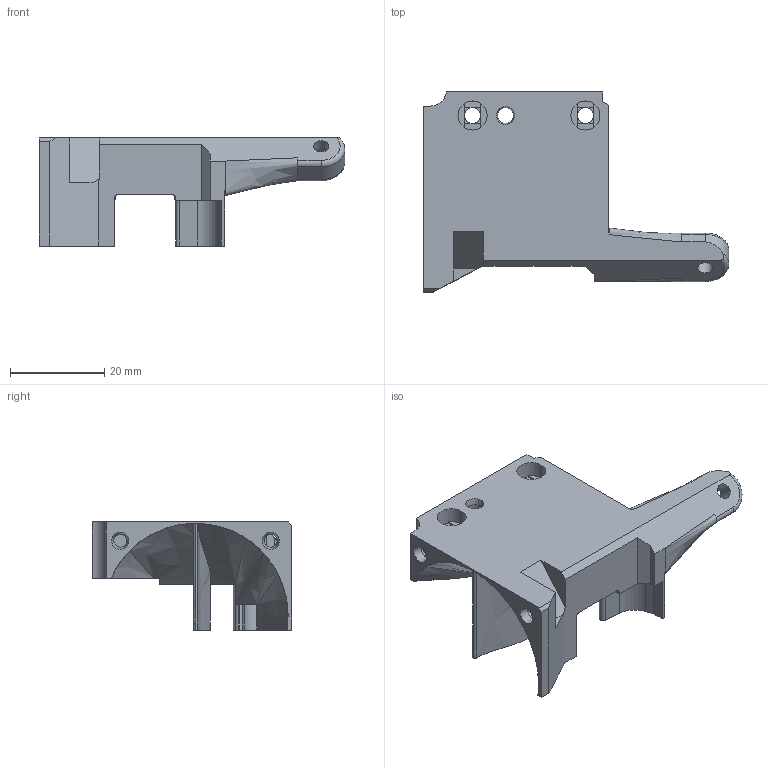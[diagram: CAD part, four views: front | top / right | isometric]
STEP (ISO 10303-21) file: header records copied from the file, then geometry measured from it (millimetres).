
FILE_DESCRIPTION(/* description */ (''),/* implementation_level */ '2;1');
FILE_NAME(/* name */ 'CAD-extruder cover.stp',/* time_stamp */ '2021-03-07T11:57:03+01:00',/* author */ ('SH'),/* organization */ (''),/* preprocessor_version */ 'ST-DEVELOPER v17',/* originating_system */ 'Autodesk Inventor 2019',/* authorisation */ '');
FILE_SCHEMA (('AUTOMOTIVE_DESIGN { 1 0 10303 214 3 1 1 }'));
Length unit declared in the file: millimetre
Products named in the file (1): CAD-extruder cover
Bounding box: 65 x 42.5 x 23 mm (x, y, z)
Volume: 16829.4 mm3; surface area: 7751.9 mm2
Topology: 1 solids, 1 shells, 163 faces, 458 edges, 299 vertices
Faces by surface type: plane 114, cylinder 28, bspline 16, cone 3, torus 2
Full cylindrical faces by diameter (mm): 2.8 x2, 3.2 x1, 3.3 x4, 6.2 x2
Entity records: 6025 total; most frequent: CARTESIAN_POINT 1752, ORIENTED_EDGE 916, DIRECTION 834, EDGE_CURVE 458, LINE 336, VECTOR 336, VERTEX_POINT 299, AXIS2_PLACEMENT_3D 249
